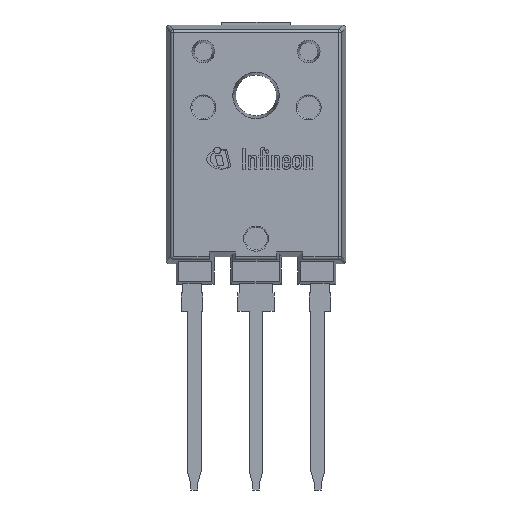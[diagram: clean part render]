
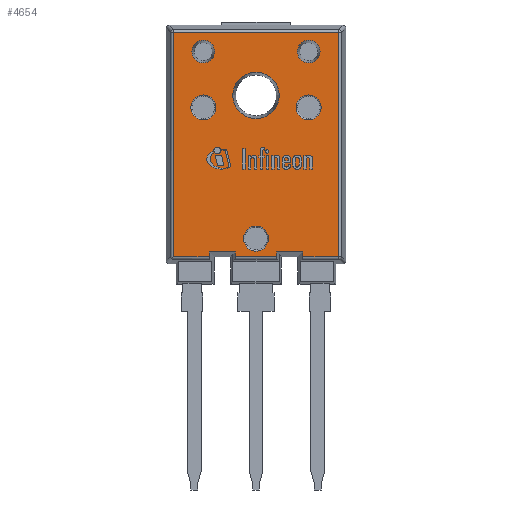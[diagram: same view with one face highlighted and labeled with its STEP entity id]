
A CAD part, left-side view. The second image highlights one B-rep face of the part: STEP entity #4654.
In plain terms, the highlighted planar face has unit normal (-1, 0, 0).
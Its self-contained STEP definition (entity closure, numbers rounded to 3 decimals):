
#151=FACE_BOUND('',#692,.T.);
#152=FACE_BOUND('',#693,.T.);
#153=FACE_BOUND('',#694,.T.);
#154=FACE_BOUND('',#695,.T.);
#155=FACE_BOUND('',#696,.T.);
#156=FACE_BOUND('',#697,.T.);
#172=CIRCLE('',#4934,1.1);
#173=CIRCLE('',#4936,1.1);
#174=CIRCLE('',#4937,1.);
#175=CIRCLE('',#4938,2.045);
#176=CIRCLE('',#4939,1.);
#177=CIRCLE('',#4940,1.1);
#411=FACE_OUTER_BOUND('',#691,.T.);
#691=EDGE_LOOP('',(#3824,#3825,#3826,#3827,#3828,#3829,#3830,#3831,#3832,
#3833,#3834,#3835));
#692=EDGE_LOOP('',(#3836));
#693=EDGE_LOOP('',(#3837));
#694=EDGE_LOOP('',(#3838));
#695=EDGE_LOOP('',(#3839));
#696=EDGE_LOOP('',(#3840));
#697=EDGE_LOOP('',(#3841));
#1181=LINE('',#7601,#1726);
#1182=LINE('',#7603,#1727);
#1183=LINE('',#7605,#1728);
#1184=LINE('',#7607,#1729);
#1185=LINE('',#7609,#1730);
#1186=LINE('',#7611,#1731);
#1187=LINE('',#7613,#1732);
#1188=LINE('',#7615,#1733);
#1189=LINE('',#7617,#1734);
#1190=LINE('',#7619,#1735);
#1191=LINE('',#7621,#1736);
#1192=LINE('',#7622,#1737);
#1726=VECTOR('',#5813,1.);
#1727=VECTOR('',#5814,1.);
#1728=VECTOR('',#5815,1.);
#1729=VECTOR('',#5816,1.);
#1730=VECTOR('',#5817,1.);
#1731=VECTOR('',#5818,1.);
#1732=VECTOR('',#5819,1.);
#1733=VECTOR('',#5820,1.);
#1734=VECTOR('',#5821,1.);
#1735=VECTOR('',#5822,1.);
#1736=VECTOR('',#5823,1.);
#1737=VECTOR('',#5824,1.);
#2175=VERTEX_POINT('',#7596);
#2176=VERTEX_POINT('',#7599);
#2177=VERTEX_POINT('',#7600);
#2178=VERTEX_POINT('',#7602);
#2179=VERTEX_POINT('',#7604);
#2180=VERTEX_POINT('',#7606);
#2181=VERTEX_POINT('',#7608);
#2182=VERTEX_POINT('',#7610);
#2183=VERTEX_POINT('',#7612);
#2184=VERTEX_POINT('',#7614);
#2185=VERTEX_POINT('',#7616);
#2186=VERTEX_POINT('',#7618);
#2187=VERTEX_POINT('',#7620);
#2188=VERTEX_POINT('',#7623);
#2189=VERTEX_POINT('',#7625);
#2190=VERTEX_POINT('',#7627);
#2191=VERTEX_POINT('',#7629);
#2192=VERTEX_POINT('',#7631);
#2745=EDGE_CURVE('',#2175,#2175,#172,.T.);
#2746=EDGE_CURVE('',#2176,#2177,#1181,.T.);
#2747=EDGE_CURVE('',#2178,#2176,#1182,.T.);
#2748=EDGE_CURVE('',#2179,#2178,#1183,.T.);
#2749=EDGE_CURVE('',#2180,#2179,#1184,.T.);
#2750=EDGE_CURVE('',#2181,#2180,#1185,.T.);
#2751=EDGE_CURVE('',#2182,#2181,#1186,.T.);
#2752=EDGE_CURVE('',#2183,#2182,#1187,.T.);
#2753=EDGE_CURVE('',#2184,#2183,#1188,.T.);
#2754=EDGE_CURVE('',#2185,#2184,#1189,.T.);
#2755=EDGE_CURVE('',#2186,#2185,#1190,.T.);
#2756=EDGE_CURVE('',#2187,#2186,#1191,.T.);
#2757=EDGE_CURVE('',#2177,#2187,#1192,.T.);
#2758=EDGE_CURVE('',#2188,#2188,#173,.T.);
#2759=EDGE_CURVE('',#2189,#2189,#174,.T.);
#2760=EDGE_CURVE('',#2190,#2190,#175,.T.);
#2761=EDGE_CURVE('',#2191,#2191,#176,.T.);
#2762=EDGE_CURVE('',#2192,#2192,#177,.T.);
#3824=ORIENTED_EDGE('',*,*,#2746,.F.);
#3825=ORIENTED_EDGE('',*,*,#2747,.F.);
#3826=ORIENTED_EDGE('',*,*,#2748,.F.);
#3827=ORIENTED_EDGE('',*,*,#2749,.F.);
#3828=ORIENTED_EDGE('',*,*,#2750,.F.);
#3829=ORIENTED_EDGE('',*,*,#2751,.F.);
#3830=ORIENTED_EDGE('',*,*,#2752,.F.);
#3831=ORIENTED_EDGE('',*,*,#2753,.F.);
#3832=ORIENTED_EDGE('',*,*,#2754,.F.);
#3833=ORIENTED_EDGE('',*,*,#2755,.F.);
#3834=ORIENTED_EDGE('',*,*,#2756,.F.);
#3835=ORIENTED_EDGE('',*,*,#2757,.F.);
#3836=ORIENTED_EDGE('',*,*,#2758,.F.);
#3837=ORIENTED_EDGE('',*,*,#2759,.T.);
#3838=ORIENTED_EDGE('',*,*,#2760,.T.);
#3839=ORIENTED_EDGE('',*,*,#2761,.T.);
#3840=ORIENTED_EDGE('',*,*,#2762,.F.);
#3841=ORIENTED_EDGE('',*,*,#2745,.F.);
#4416=PLANE('',#4935);
#4654=ADVANCED_FACE('',(#411,#151,#152,#153,#154,#155,#156),#4416,.T.);
#4934=AXIS2_PLACEMENT_3D('',#7597,#5809,#5810);
#4935=AXIS2_PLACEMENT_3D('',#7598,#5811,#5812);
#4936=AXIS2_PLACEMENT_3D('',#7624,#5825,#5826);
#4937=AXIS2_PLACEMENT_3D('',#7626,#5827,#5828);
#4938=AXIS2_PLACEMENT_3D('',#7628,#5829,#5830);
#4939=AXIS2_PLACEMENT_3D('',#7630,#5831,#5832);
#4940=AXIS2_PLACEMENT_3D('',#7632,#5833,#5834);
#5809=DIRECTION('center_axis',(-1.,0.,0.));
#5810=DIRECTION('ref_axis',(0.,1.,0.));
#5811=DIRECTION('center_axis',(-1.,0.,0.));
#5812=DIRECTION('ref_axis',(0.,-1.,0.));
#5813=DIRECTION('',(0.,1.,0.));
#5814=DIRECTION('',(0.,0.,-1.));
#5815=DIRECTION('',(0.,1.,0.));
#5816=DIRECTION('',(0.,0.,1.));
#5817=DIRECTION('',(0.,1.,0.));
#5818=DIRECTION('',(0.,0.,-1.));
#5819=DIRECTION('',(0.,-1.,0.));
#5820=DIRECTION('',(0.,0.,1.));
#5821=DIRECTION('',(0.,1.,0.));
#5822=DIRECTION('',(0.,0.,-1.));
#5823=DIRECTION('',(0.,1.,0.));
#5824=DIRECTION('',(0.,0.,1.));
#5825=DIRECTION('center_axis',(-1.,0.,0.));
#5826=DIRECTION('ref_axis',(0.,1.,0.));
#5827=DIRECTION('center_axis',(1.,0.,0.));
#5828=DIRECTION('ref_axis',(0.,1.,0.));
#5829=DIRECTION('center_axis',(1.,0.,0.));
#5830=DIRECTION('ref_axis',(0.,1.,0.));
#5831=DIRECTION('center_axis',(1.,0.,0.));
#5832=DIRECTION('ref_axis',(0.,1.,0.));
#5833=DIRECTION('center_axis',(-1.,0.,0.));
#5834=DIRECTION('ref_axis',(0.,1.,0.));
#7596=CARTESIAN_POINT('',(-2.089,-5.74,17.94));
#7597=CARTESIAN_POINT('Origin',(-2.089,-4.64,17.94));
#7598=CARTESIAN_POINT('Origin',(-2.089,0.,
14.341));
#7599=CARTESIAN_POINT('',(-2.089,-1.824,4.791));
#7600=CARTESIAN_POINT('',(-2.089,1.824,4.791));
#7601=CARTESIAN_POINT('',(-2.089,-1.122,4.791));
#7602=CARTESIAN_POINT('',(-2.089,-1.824,5.224));
#7603=CARTESIAN_POINT('',(-2.089,-1.824,4.803));
#7604=CARTESIAN_POINT('',(-2.089,-4.116,5.224));
#7605=CARTESIAN_POINT('',(-2.089,-3.695,5.224));
#7606=CARTESIAN_POINT('',(-2.089,-4.116,4.791));
#7607=CARTESIAN_POINT('',(-2.089,-4.116,4.16));
#7608=CARTESIAN_POINT('',(-2.089,-7.269,4.791));
#7609=CARTESIAN_POINT('',(-2.089,-3.95,4.791));
#7610=CARTESIAN_POINT('',(-2.089,-7.269,24.529));
#7611=CARTESIAN_POINT('',(-2.089,-7.269,19.75));
#7612=CARTESIAN_POINT('',(-2.089,7.269,24.529));
#7613=CARTESIAN_POINT('',(-2.089,3.95,24.529));
#7614=CARTESIAN_POINT('',(-2.089,7.269,4.791));
#7615=CARTESIAN_POINT('',(-2.089,7.269,9.25));
#7616=CARTESIAN_POINT('',(-2.089,4.116,4.791));
#7617=CARTESIAN_POINT('',(-2.089,1.848,4.791));
#7618=CARTESIAN_POINT('',(-2.089,4.116,5.224));
#7619=CARTESIAN_POINT('',(-2.089,4.116,4.803));
#7620=CARTESIAN_POINT('',(-2.089,1.824,5.224));
#7621=CARTESIAN_POINT('',(-2.089,2.245,5.224));
#7622=CARTESIAN_POINT('',(-2.089,1.824,4.16));
#7623=CARTESIAN_POINT('',(-2.089,-1.1,6.383));
#7624=CARTESIAN_POINT('Origin',(-2.089,0.,6.383));
#7625=CARTESIAN_POINT('',(-2.089,-5.64,22.85));
#7626=CARTESIAN_POINT('Origin',(-2.089,-4.64,22.85));
#7627=CARTESIAN_POINT('',(-2.089,-2.045,19.));
#7628=CARTESIAN_POINT('Origin',(-2.089,0.,19.));
#7629=CARTESIAN_POINT('',(-2.089,3.64,22.85));
#7630=CARTESIAN_POINT('Origin',(-2.089,4.64,22.85));
#7631=CARTESIAN_POINT('',(-2.089,3.54,17.94));
#7632=CARTESIAN_POINT('Origin',(-2.089,4.64,17.94));
